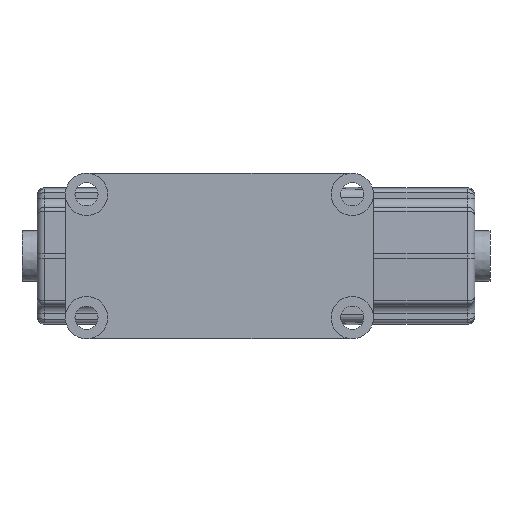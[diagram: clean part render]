
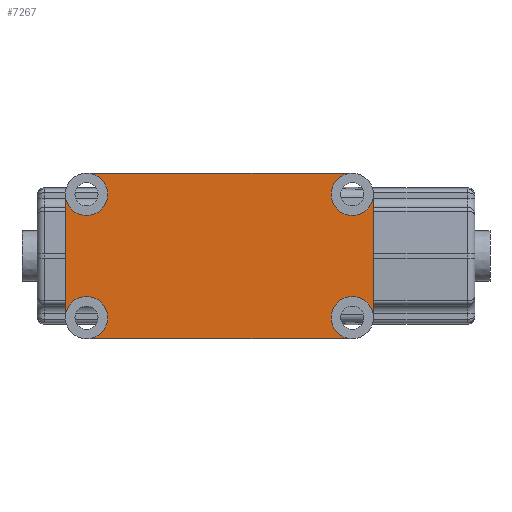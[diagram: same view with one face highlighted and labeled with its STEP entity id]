
A CAD part, front view. The second image highlights one B-rep face of the part: STEP entity #7267.
In plain terms, the highlighted planar face has unit normal (0, -1, 0).
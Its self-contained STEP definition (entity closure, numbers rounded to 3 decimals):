
#148 = ORIENTED_EDGE ( 'NONE', *, *, #14358, .F. ) ;
#286 = ORIENTED_EDGE ( 'NONE', *, *, #10542, .T. ) ;
#352 = AXIS2_PLACEMENT_3D ( 'NONE', #6604, #11751, #6350 ) ;
#1028 = CARTESIAN_POINT ( 'NONE',  ( 65.5, -17., 43. ) ) ;
#1052 = DIRECTION ( 'NONE',  ( 1., 0., 0. ) ) ;
#1095 = DIRECTION ( 'NONE',  ( 0., 1., 0. ) ) ;
#1178 = PLANE ( 'NONE',  #6949 ) ;
#1331 = EDGE_CURVE ( 'NONE', #1488, #1364, #5329, .T. ) ;
#1364 = VERTEX_POINT ( 'NONE', #14390 ) ;
#1488 = VERTEX_POINT ( 'NONE', #13374 ) ;
#1654 = VERTEX_POINT ( 'NONE', #6599 ) ;
#1672 = CARTESIAN_POINT ( 'NONE',  ( 65.5, -17., -21. ) ) ;
#1783 = DIRECTION ( 'NONE',  ( 0., 0., -1. ) ) ;
#1945 = EDGE_CURVE ( 'NONE', #7848, #15902, #15831, .T. ) ;
#2058 = EDGE_CURVE ( 'NONE', #4122, #16275, #9360, .T. ) ;
#2274 = DIRECTION ( 'NONE',  ( 0., 0., -1. ) ) ;
#2364 = DIRECTION ( 'NONE',  ( 0., 0., -1. ) ) ;
#2432 = LINE ( 'NONE', #6650, #15368 ) ;
#2617 = DIRECTION ( 'NONE',  ( 0., -1., 0. ) ) ;
#2648 = DIRECTION ( 'NONE',  ( -1., 0., 0. ) ) ;
#3768 = VERTEX_POINT ( 'NONE', #1672 ) ;
#3917 = EDGE_CURVE ( 'NONE', #9828, #1488, #12892, .T. ) ;
#4122 = VERTEX_POINT ( 'NONE', #8740 ) ;
#4256 = AXIS2_PLACEMENT_3D ( 'NONE', #7500, #2617, #11729 ) ;
#4532 = VERTEX_POINT ( 'NONE', #11559 ) ;
#4559 = CARTESIAN_POINT ( 'NONE',  ( 65.5, -17., -32. ) ) ;
#4634 = CARTESIAN_POINT ( 'NONE',  ( -83.5, -17., 32. ) ) ;
#4902 = EDGE_CURVE ( 'NONE', #4532, #1364, #2432, .T. ) ;
#4944 = ORIENTED_EDGE ( 'NONE', *, *, #14249, .T. ) ;
#5227 = DIRECTION ( 'NONE',  ( 0., 0., 1. ) ) ;
#5329 = CIRCLE ( 'NONE', #13414, 11. ) ;
#5477 = EDGE_CURVE ( 'NONE', #9828, #6318, #10150, .T. ) ;
#5778 = AXIS2_PLACEMENT_3D ( 'NONE', #12657, #1095, #9023 ) ;
#5800 = CARTESIAN_POINT ( 'NONE',  ( -72.5, -17., 43. ) ) ;
#6031 = CIRCLE ( 'NONE', #8195, 11. ) ;
#6215 = ORIENTED_EDGE ( 'NONE', *, *, #3917, .F. ) ;
#6318 = VERTEX_POINT ( 'NONE', #5800 ) ;
#6350 = DIRECTION ( 'NONE',  ( 0., 0., -1. ) ) ;
#6533 = CARTESIAN_POINT ( 'NONE',  ( -72.5, -17., 43. ) ) ;
#6599 = CARTESIAN_POINT ( 'NONE',  ( 65.5, -17., -43. ) ) ;
#6604 = CARTESIAN_POINT ( 'NONE',  ( 65.5, -17., -32. ) ) ;
#6650 = CARTESIAN_POINT ( 'NONE',  ( 76.5, -17., -32. ) ) ;
#6795 = ORIENTED_EDGE ( 'NONE', *, *, #14270, .F. ) ;
#6949 = AXIS2_PLACEMENT_3D ( 'NONE', #11552, #11474, #2364 ) ;
#7001 = DIRECTION ( 'NONE',  ( 0., 0., -1. ) ) ;
#7066 = VECTOR ( 'NONE', #7001, 1000. ) ;
#7267 = ADVANCED_FACE ( 'NONE', ( #15352 ), #1178, .T. ) ;
#7500 = CARTESIAN_POINT ( 'NONE',  ( -72.5, -17., -32. ) ) ;
#7506 = CARTESIAN_POINT ( 'NONE',  ( -72.5, -17., -43. ) ) ;
#7738 = ORIENTED_EDGE ( 'NONE', *, *, #11032, .T. ) ;
#7848 = VERTEX_POINT ( 'NONE', #13538 ) ;
#8195 = AXIS2_PLACEMENT_3D ( 'NONE', #10554, #15708, #15542 ) ;
#8601 = VECTOR ( 'NONE', #1052, 1000. ) ;
#8740 = CARTESIAN_POINT ( 'NONE',  ( -72.5, -17., 21. ) ) ;
#9023 = DIRECTION ( 'NONE',  ( 0., 0., -1. ) ) ;
#9197 = CARTESIAN_POINT ( 'NONE',  ( -83.5, -17., -32. ) ) ;
#9292 = ORIENTED_EDGE ( 'NONE', *, *, #2058, .T. ) ;
#9360 = CIRCLE ( 'NONE', #5778, 11. ) ;
#9828 = VERTEX_POINT ( 'NONE', #1028 ) ;
#10057 = CIRCLE ( 'NONE', #13841, 11. ) ;
#10150 = LINE ( 'NONE', #6533, #12984 ) ;
#10542 = EDGE_CURVE ( 'NONE', #14162, #1654, #15224, .T. ) ;
#10554 = CARTESIAN_POINT ( 'NONE',  ( -72.5, -17., 32. ) ) ;
#10948 = DIRECTION ( 'NONE',  ( 0., 0., -1. ) ) ;
#11032 = EDGE_CURVE ( 'NONE', #6318, #4122, #6031, .T. ) ;
#11105 = DIRECTION ( 'NONE',  ( 0., -1., 0. ) ) ;
#11133 = DIRECTION ( 'NONE',  ( 0., -1., 0. ) ) ;
#11370 = EDGE_LOOP ( 'NONE', ( #15761, #14316, #6215, #14886, #7738, #9292, #4944, #12589, #6795, #286, #148, #13727 ) ) ;
#11474 = DIRECTION ( 'NONE',  ( 0., -1., 0. ) ) ;
#11552 = CARTESIAN_POINT ( 'NONE',  ( -72.5, -17., -32. ) ) ;
#11559 = CARTESIAN_POINT ( 'NONE',  ( 76.5, -17., -32. ) ) ;
#11729 = DIRECTION ( 'NONE',  ( 0., 0., -1. ) ) ;
#11751 = DIRECTION ( 'NONE',  ( 0., -1., 0. ) ) ;
#12147 = CARTESIAN_POINT ( 'NONE',  ( -72.5, -17., -32. ) ) ;
#12589 = ORIENTED_EDGE ( 'NONE', *, *, #1945, .F. ) ;
#12657 = CARTESIAN_POINT ( 'NONE',  ( -72.5, -17., 32. ) ) ;
#12747 = CIRCLE ( 'NONE', #352, 11. ) ;
#12775 = CARTESIAN_POINT ( 'NONE',  ( -72.5, -17., -43. ) ) ;
#12778 = CARTESIAN_POINT ( 'NONE',  ( 65.5, -17., 32. ) ) ;
#12892 = CIRCLE ( 'NONE', #16394, 11. ) ;
#12984 = VECTOR ( 'NONE', #2648, 1000. ) ;
#13374 = CARTESIAN_POINT ( 'NONE',  ( 65.5, -17., 21. ) ) ;
#13414 = AXIS2_PLACEMENT_3D ( 'NONE', #12778, #15643, #14221 ) ;
#13538 = CARTESIAN_POINT ( 'NONE',  ( -72.5, -17., -21. ) ) ;
#13727 = ORIENTED_EDGE ( 'NONE', *, *, #13759, .F. ) ;
#13759 = EDGE_CURVE ( 'NONE', #4532, #3768, #12747, .T. ) ;
#13811 = CARTESIAN_POINT ( 'NONE',  ( 65.5, -17., 32. ) ) ;
#13841 = AXIS2_PLACEMENT_3D ( 'NONE', #4559, #11133, #2274 ) ;
#14162 = VERTEX_POINT ( 'NONE', #7506 ) ;
#14221 = DIRECTION ( 'NONE',  ( 0., 0., -1. ) ) ;
#14249 = EDGE_CURVE ( 'NONE', #16275, #15902, #15613, .T. ) ;
#14270 = EDGE_CURVE ( 'NONE', #14162, #7848, #16481, .T. ) ;
#14316 = ORIENTED_EDGE ( 'NONE', *, *, #1331, .F. ) ;
#14358 = EDGE_CURVE ( 'NONE', #3768, #1654, #10057, .T. ) ;
#14390 = CARTESIAN_POINT ( 'NONE',  ( 76.5, -17., 32. ) ) ;
#14886 = ORIENTED_EDGE ( 'NONE', *, *, #5477, .T. ) ;
#15224 = LINE ( 'NONE', #12775, #8601 ) ;
#15352 = FACE_OUTER_BOUND ( 'NONE', #11370, .T. ) ;
#15368 = VECTOR ( 'NONE', #5227, 1000. ) ;
#15542 = DIRECTION ( 'NONE',  ( 0., 0., -1. ) ) ;
#15613 = LINE ( 'NONE', #9197, #7066 ) ;
#15643 = DIRECTION ( 'NONE',  ( 0., -1., 0. ) ) ;
#15708 = DIRECTION ( 'NONE',  ( 0., 1., 0. ) ) ;
#15761 = ORIENTED_EDGE ( 'NONE', *, *, #4902, .T. ) ;
#15831 = CIRCLE ( 'NONE', #4256, 11. ) ;
#15863 = DIRECTION ( 'NONE',  ( 0., -1., 0. ) ) ;
#15902 = VERTEX_POINT ( 'NONE', #16362 ) ;
#16275 = VERTEX_POINT ( 'NONE', #4634 ) ;
#16362 = CARTESIAN_POINT ( 'NONE',  ( -83.5, -17., -32. ) ) ;
#16394 = AXIS2_PLACEMENT_3D ( 'NONE', #13811, #11105, #10948 ) ;
#16481 = CIRCLE ( 'NONE', #16526, 11. ) ;
#16526 = AXIS2_PLACEMENT_3D ( 'NONE', #12147, #15863, #1783 ) ;
